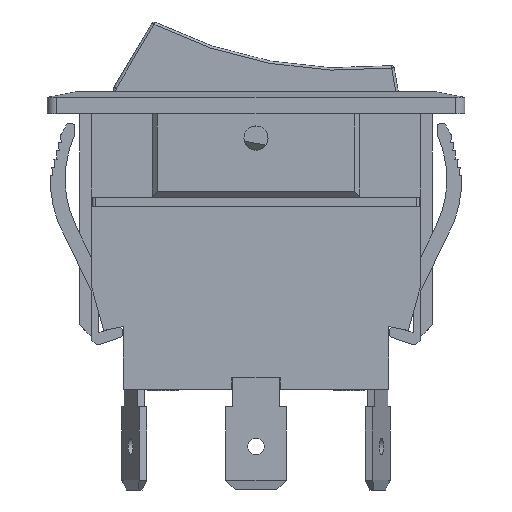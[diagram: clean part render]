
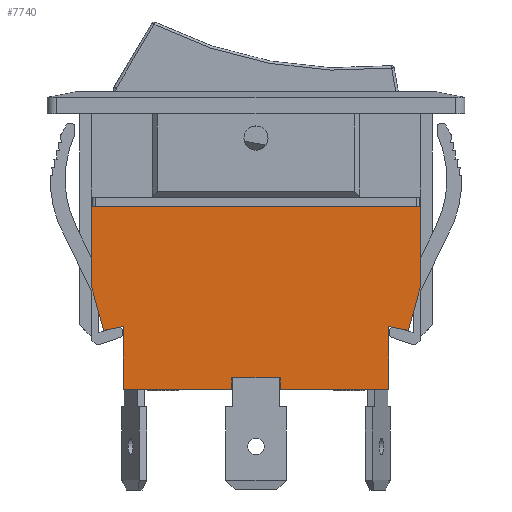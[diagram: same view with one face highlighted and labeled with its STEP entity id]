
A CAD part, front view. The second image highlights one B-rep face of the part: STEP entity #7740.
In plain terms, the highlighted planar face has unit normal (0, -1, 0).
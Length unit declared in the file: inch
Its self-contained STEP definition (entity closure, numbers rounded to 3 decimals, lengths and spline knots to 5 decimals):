
#249=PLANE('',#8276);
#617=FACE_OUTER_BOUND('',#1042,.T.);
#1042=EDGE_LOOP('',(#6128,#6129,#6130,#6131,#6132,#6133,#6134,#6135,#6136,
#6137,#6138,#6139,#6140,#6141));
#1738=LINE('',#11493,#2632);
#1752=LINE('',#11522,#2646);
#1760=LINE('',#11539,#2654);
#1797=LINE('',#11614,#2691);
#1800=LINE('',#11619,#2694);
#1816=LINE('',#11651,#2710);
#1820=LINE('',#11658,#2714);
#1821=LINE('',#11660,#2715);
#1844=LINE('',#11709,#2738);
#1860=LINE('',#11736,#2754);
#1882=LINE('',#11781,#2776);
#1883=LINE('',#11783,#2777);
#1885=LINE('',#11786,#2779);
#1887=LINE('',#11789,#2781);
#2632=VECTOR('',#9463,0.3937);
#2646=VECTOR('',#9481,0.3937);
#2654=VECTOR('',#9491,0.3937);
#2691=VECTOR('',#9552,0.3937);
#2694=VECTOR('',#9557,0.3937);
#2710=VECTOR('',#9579,0.3937);
#2714=VECTOR('',#9585,0.3937);
#2715=VECTOR('',#9588,0.3937);
#2738=VECTOR('',#9629,0.3937);
#2754=VECTOR('',#9645,0.3937);
#2776=VECTOR('',#9693,0.3937);
#2777=VECTOR('',#9696,0.3937);
#2779=VECTOR('',#9700,0.3937);
#2781=VECTOR('',#9704,0.3937);
#3493=VERTEX_POINT('',#11490);
#3494=VERTEX_POINT('',#11492);
#3506=VERTEX_POINT('',#11520);
#3507=VERTEX_POINT('',#11521);
#3514=VERTEX_POINT('',#11537);
#3515=VERTEX_POINT('',#11538);
#3541=VERTEX_POINT('',#11613);
#3542=VERTEX_POINT('',#11617);
#3554=VERTEX_POINT('',#11648);
#3555=VERTEX_POINT('',#11650);
#3556=VERTEX_POINT('',#11654);
#3557=VERTEX_POINT('',#11656);
#3574=VERTEX_POINT('',#11708);
#3585=VERTEX_POINT('',#11734);
#4352=EDGE_CURVE('',#3494,#3493,#1738,.T.);
#4366=EDGE_CURVE('',#3506,#3507,#1752,.T.);
#4374=EDGE_CURVE('',#3514,#3515,#1760,.T.);
#4411=EDGE_CURVE('',#3541,#3494,#1797,.T.);
#4414=EDGE_CURVE('',#3493,#3542,#1800,.T.);
#4430=EDGE_CURVE('',#3555,#3554,#1816,.T.);
#4434=EDGE_CURVE('',#3556,#3557,#1820,.T.);
#4435=EDGE_CURVE('',#3554,#3556,#1821,.T.);
#4458=EDGE_CURVE('',#3574,#3555,#1844,.T.);
#4474=EDGE_CURVE('',#3557,#3585,#1860,.T.);
#4496=EDGE_CURVE('',#3507,#3574,#1882,.T.);
#4497=EDGE_CURVE('',#3585,#3514,#1883,.T.);
#4499=EDGE_CURVE('',#3542,#3506,#1885,.T.);
#4501=EDGE_CURVE('',#3515,#3541,#1887,.T.);
#6128=ORIENTED_EDGE('',*,*,#4352,.T.);
#6129=ORIENTED_EDGE('',*,*,#4414,.T.);
#6130=ORIENTED_EDGE('',*,*,#4499,.T.);
#6131=ORIENTED_EDGE('',*,*,#4366,.T.);
#6132=ORIENTED_EDGE('',*,*,#4496,.T.);
#6133=ORIENTED_EDGE('',*,*,#4458,.T.);
#6134=ORIENTED_EDGE('',*,*,#4430,.T.);
#6135=ORIENTED_EDGE('',*,*,#4435,.T.);
#6136=ORIENTED_EDGE('',*,*,#4434,.T.);
#6137=ORIENTED_EDGE('',*,*,#4474,.T.);
#6138=ORIENTED_EDGE('',*,*,#4497,.T.);
#6139=ORIENTED_EDGE('',*,*,#4374,.T.);
#6140=ORIENTED_EDGE('',*,*,#4501,.T.);
#6141=ORIENTED_EDGE('',*,*,#4411,.T.);
#7740=ADVANCED_FACE('',(#617),#249,.T.);
#8276=AXIS2_PLACEMENT_3D('',#11788,#9702,#9703);
#9463=DIRECTION('',(-1.,0.,0.));
#9481=DIRECTION('',(0.981,0.,0.196));
#9491=DIRECTION('',(0.981,0.,-0.196));
#9552=DIRECTION('',(0.,0.,1.));
#9557=DIRECTION('',(0.,0.,-1.));
#9579=DIRECTION('',(0.,0.,1.));
#9585=DIRECTION('',(0.,0.,-1.));
#9588=DIRECTION('',(1.,0.,0.));
#9629=DIRECTION('',(1.,0.,0.));
#9645=DIRECTION('',(1.,0.,0.));
#9693=DIRECTION('',(0.,0.,-1.));
#9696=DIRECTION('',(0.,0.,1.));
#9700=DIRECTION('',(0.268,0.,-0.964));
#9702=DIRECTION('center_axis',(0.,-1.,0.));
#9703=DIRECTION('ref_axis',(0.,0.,1.));
#9704=DIRECTION('',(0.268,0.,0.964));
#11490=CARTESIAN_POINT('',(-0.66929,-0.38386,0.73622));
#11492=CARTESIAN_POINT('',(0.66929,-0.38386,0.73622));
#11493=CARTESIAN_POINT('',(0.86073,-0.38386,0.73622));
#11520=CARTESIAN_POINT('',(-0.62008,-0.38386,0.23228));
#11521=CARTESIAN_POINT('',(-0.54134,-0.38386,0.24803));
#11522=CARTESIAN_POINT('',(0.01836,-0.38386,0.35997));
#11537=CARTESIAN_POINT('',(0.54134,-0.38386,0.24803));
#11538=CARTESIAN_POINT('',(0.62008,-0.38386,0.23228));
#11539=CARTESIAN_POINT('',(0.62519,-0.38386,0.23126));
#11613=CARTESIAN_POINT('',(0.66929,-0.38386,0.40945));
#11614=CARTESIAN_POINT('',(0.66929,-0.38386,0.01575));
#11617=CARTESIAN_POINT('',(-0.66929,-0.38386,0.40945));
#11619=CARTESIAN_POINT('',(-0.66929,-0.38386,0.01575));
#11648=CARTESIAN_POINT('',(-0.09843,-0.38386,0.03937));
#11650=CARTESIAN_POINT('',(-0.09843,-0.38386,-0.00787));
#11651=CARTESIAN_POINT('',(-0.09843,-0.38386,0.00394));
#11654=CARTESIAN_POINT('',(0.09843,-0.38386,0.03937));
#11656=CARTESIAN_POINT('',(0.09843,-0.38386,-0.00787));
#11658=CARTESIAN_POINT('',(0.09843,-0.38386,0.00394));
#11660=CARTESIAN_POINT('',(0.33465,-0.38386,0.03937));
#11708=CARTESIAN_POINT('',(-0.54134,-0.38386,-0.00787));
#11709=CARTESIAN_POINT('',(0.66929,-0.38386,-0.00787));
#11734=CARTESIAN_POINT('',(0.54134,-0.38386,-0.00787));
#11736=CARTESIAN_POINT('',(0.66929,-0.38386,-0.00787));
#11781=CARTESIAN_POINT('',(-0.54134,-0.38386,0.00394));
#11783=CARTESIAN_POINT('',(0.54134,-0.38386,0.00394));
#11786=CARTESIAN_POINT('',(-0.54598,-0.38386,-0.03448));
#11788=CARTESIAN_POINT('Origin',(0.66929,-0.38386,0.01575));
#11789=CARTESIAN_POINT('',(0.59392,-0.38386,0.13812));
